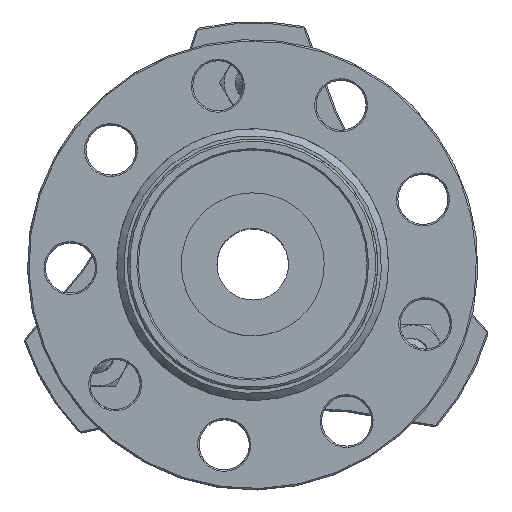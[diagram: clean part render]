
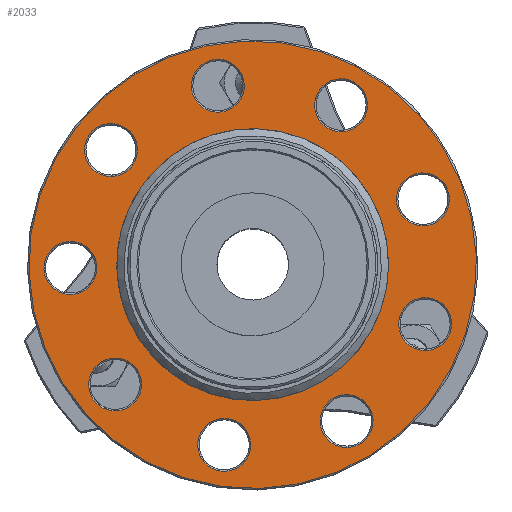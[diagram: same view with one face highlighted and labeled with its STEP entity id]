
A CAD part, top view. The second image highlights one B-rep face of the part: STEP entity #2033.
In plain terms, the highlighted face is planar.
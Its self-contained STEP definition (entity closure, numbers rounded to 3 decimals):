
#104=FACE_BOUND('',#358,.T.);
#105=FACE_BOUND('',#359,.T.);
#106=FACE_BOUND('',#360,.T.);
#107=FACE_BOUND('',#361,.T.);
#108=FACE_BOUND('',#362,.T.);
#109=FACE_BOUND('',#363,.T.);
#110=FACE_BOUND('',#364,.T.);
#111=FACE_BOUND('',#365,.T.);
#112=FACE_BOUND('',#366,.T.);
#113=FACE_BOUND('',#367,.T.);
#143=PLANE('',#2206);
#232=FACE_OUTER_BOUND('',#357,.T.);
#357=EDGE_LOOP('',(#1405));
#358=EDGE_LOOP('',(#1406));
#359=EDGE_LOOP('',(#1407));
#360=EDGE_LOOP('',(#1408));
#361=EDGE_LOOP('',(#1409));
#362=EDGE_LOOP('',(#1410));
#363=EDGE_LOOP('',(#1411));
#364=EDGE_LOOP('',(#1412));
#365=EDGE_LOOP('',(#1413));
#366=EDGE_LOOP('',(#1414));
#367=EDGE_LOOP('',(#1415));
#715=CIRCLE('',#2205,19.);
#716=CIRCLE('',#2207,31.3);
#717=CIRCLE('',#2208,3.7);
#718=CIRCLE('',#2209,3.7);
#719=CIRCLE('',#2210,3.7);
#720=CIRCLE('',#2211,3.7);
#721=CIRCLE('',#2212,3.7);
#722=CIRCLE('',#2213,3.7);
#723=CIRCLE('',#2214,3.7);
#724=CIRCLE('',#2215,3.7);
#725=CIRCLE('',#2216,3.7);
#875=VERTEX_POINT('',#3236);
#876=VERTEX_POINT('',#3240);
#877=VERTEX_POINT('',#3242);
#878=VERTEX_POINT('',#3244);
#879=VERTEX_POINT('',#3246);
#880=VERTEX_POINT('',#3248);
#881=VERTEX_POINT('',#3250);
#882=VERTEX_POINT('',#3252);
#883=VERTEX_POINT('',#3254);
#884=VERTEX_POINT('',#3256);
#885=VERTEX_POINT('',#3258);
#1082=EDGE_CURVE('',#875,#875,#715,.T.);
#1083=EDGE_CURVE('',#876,#876,#716,.T.);
#1084=EDGE_CURVE('',#877,#877,#717,.T.);
#1085=EDGE_CURVE('',#878,#878,#718,.T.);
#1086=EDGE_CURVE('',#879,#879,#719,.T.);
#1087=EDGE_CURVE('',#880,#880,#720,.T.);
#1088=EDGE_CURVE('',#881,#881,#721,.T.);
#1089=EDGE_CURVE('',#882,#882,#722,.T.);
#1090=EDGE_CURVE('',#883,#883,#723,.T.);
#1091=EDGE_CURVE('',#884,#884,#724,.T.);
#1092=EDGE_CURVE('',#885,#885,#725,.T.);
#1405=ORIENTED_EDGE('',*,*,#1083,.T.);
#1406=ORIENTED_EDGE('',*,*,#1084,.F.);
#1407=ORIENTED_EDGE('',*,*,#1085,.F.);
#1408=ORIENTED_EDGE('',*,*,#1086,.F.);
#1409=ORIENTED_EDGE('',*,*,#1087,.F.);
#1410=ORIENTED_EDGE('',*,*,#1088,.F.);
#1411=ORIENTED_EDGE('',*,*,#1089,.F.);
#1412=ORIENTED_EDGE('',*,*,#1090,.F.);
#1413=ORIENTED_EDGE('',*,*,#1091,.F.);
#1414=ORIENTED_EDGE('',*,*,#1092,.F.);
#1415=ORIENTED_EDGE('',*,*,#1082,.F.);
#2033=ADVANCED_FACE('',(#232,#104,#105,#106,#107,#108,#109,#110,#111,#112,
#113),#143,.T.);
#2205=AXIS2_PLACEMENT_3D('',#3238,#2537,#2538);
#2206=AXIS2_PLACEMENT_3D('',#3239,#2539,#2540);
#2207=AXIS2_PLACEMENT_3D('',#3241,#2541,#2542);
#2208=AXIS2_PLACEMENT_3D('',#3243,#2543,#2544);
#2209=AXIS2_PLACEMENT_3D('',#3245,#2545,#2546);
#2210=AXIS2_PLACEMENT_3D('',#3247,#2547,#2548);
#2211=AXIS2_PLACEMENT_3D('',#3249,#2549,#2550);
#2212=AXIS2_PLACEMENT_3D('',#3251,#2551,#2552);
#2213=AXIS2_PLACEMENT_3D('',#3253,#2553,#2554);
#2214=AXIS2_PLACEMENT_3D('',#3255,#2555,#2556);
#2215=AXIS2_PLACEMENT_3D('',#3257,#2557,#2558);
#2216=AXIS2_PLACEMENT_3D('',#3259,#2559,#2560);
#2537=DIRECTION('center_axis',(1.,0.,0.));
#2538=DIRECTION('ref_axis',(0.,-1.,0.));
#2539=DIRECTION('center_axis',(1.,0.,0.));
#2540=DIRECTION('ref_axis',(0.,1.,0.));
#2541=DIRECTION('center_axis',(1.,0.,0.));
#2542=DIRECTION('ref_axis',(0.,-1.,0.));
#2543=DIRECTION('center_axis',(1.,0.,0.));
#2544=DIRECTION('ref_axis',(0.,-1.,0.));
#2545=DIRECTION('center_axis',(1.,0.,0.));
#2546=DIRECTION('ref_axis',(0.,-1.,0.));
#2547=DIRECTION('center_axis',(1.,0.,0.));
#2548=DIRECTION('ref_axis',(0.,-1.,0.));
#2549=DIRECTION('center_axis',(1.,0.,0.));
#2550=DIRECTION('ref_axis',(0.,-1.,0.));
#2551=DIRECTION('center_axis',(1.,0.,0.));
#2552=DIRECTION('ref_axis',(0.,-1.,0.));
#2553=DIRECTION('center_axis',(1.,0.,0.));
#2554=DIRECTION('ref_axis',(0.,-1.,0.));
#2555=DIRECTION('center_axis',(1.,0.,0.));
#2556=DIRECTION('ref_axis',(0.,-1.,0.));
#2557=DIRECTION('center_axis',(1.,0.,0.));
#2558=DIRECTION('ref_axis',(0.,-1.,0.));
#2559=DIRECTION('center_axis',(1.,0.,0.));
#2560=DIRECTION('ref_axis',(0.,-1.,0.));
#3236=CARTESIAN_POINT('',(23.,-19.,0.));
#3238=CARTESIAN_POINT('Origin',(23.,0.,0.));
#3239=CARTESIAN_POINT('Origin',(23.,0.,0.));
#3240=CARTESIAN_POINT('',(23.,29.599,-10.177));
#3241=CARTESIAN_POINT('Origin',(23.,0.,0.));
#3242=CARTESIAN_POINT('',(23.,-7.699,-23.384));
#3243=CARTESIAN_POINT('Origin',(23.,-4.428,-25.113));
#3244=CARTESIAN_POINT('',(23.,9.479,-20.355));
#3245=CARTESIAN_POINT('Origin',(23.,12.75,-22.084));
#3246=CARTESIAN_POINT('',(23.,20.262,-8.722));
#3247=CARTESIAN_POINT('Origin',(23.,23.962,-8.722));
#3248=CARTESIAN_POINT('',(23.,20.691,10.45));
#3249=CARTESIAN_POINT('Origin',(23.,23.962,8.722));
#3250=CARTESIAN_POINT('',(23.,-22.805,-14.662));
#3251=CARTESIAN_POINT('Origin',(23.,-19.534,-16.391));
#3252=CARTESIAN_POINT('',(23.,-28.771,1.729));
#3253=CARTESIAN_POINT('Origin',(23.,-25.5,0.));
#3254=CARTESIAN_POINT('',(23.,-22.805,18.12));
#3255=CARTESIAN_POINT('Origin',(23.,-19.534,16.391));
#3256=CARTESIAN_POINT('',(23.,-7.699,26.841));
#3257=CARTESIAN_POINT('Origin',(23.,-4.428,25.113));
#3258=CARTESIAN_POINT('',(23.,9.479,23.813));
#3259=CARTESIAN_POINT('Origin',(23.,12.75,22.084));
